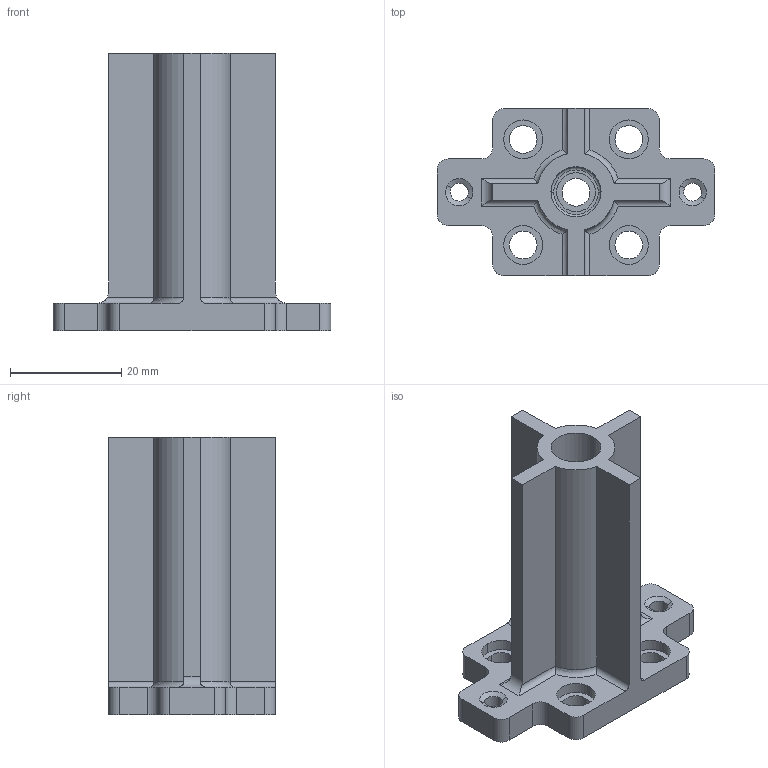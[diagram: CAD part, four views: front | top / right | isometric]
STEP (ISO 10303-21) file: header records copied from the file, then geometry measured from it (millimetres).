
FILE_DESCRIPTION(('CATIA V5 STEP Exchange'),'2;1');
FILE_NAME('sun_tracker.stp','2019-01-20T12:27:55+00:00',('none'),('none'),'CATIA Version 5 Release 20 SP 1 (IN-10)','CATIA V5 STEP AP203','none');
FILE_SCHEMA(('CONFIG_CONTROL_DESIGN'));
Length unit declared in the file: millimetre
Products named in the file (1): sun_tracker
Bounding box: 50 x 30 x 50 mm (x, y, z)
Volume: 13359.6 mm3; surface area: 9477.6 mm2
Topology: 1 solids, 1 shells, 94 faces, 244 edges, 158 vertices
Faces by surface type: cylinder 52, plane 32, torus 6, cone 4
Entity records: 2776 total; most frequent: CARTESIAN_POINT 551, ORIENTED_EDGE 488, DIRECTION 360, EDGE_CURVE 244, AXIS2_PLACEMENT_3D 169, VERTEX_POINT 158, VECTOR 128, LINE 128
